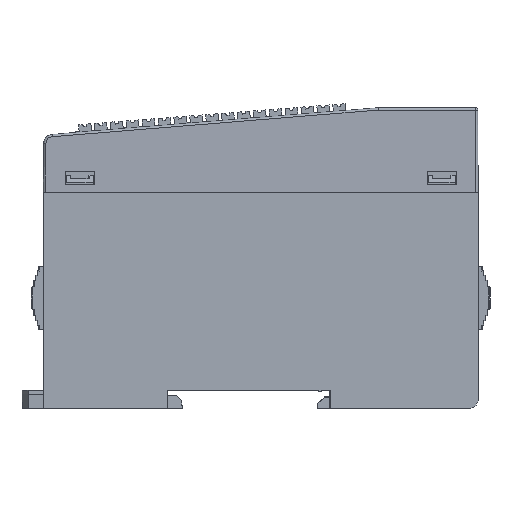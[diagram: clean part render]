
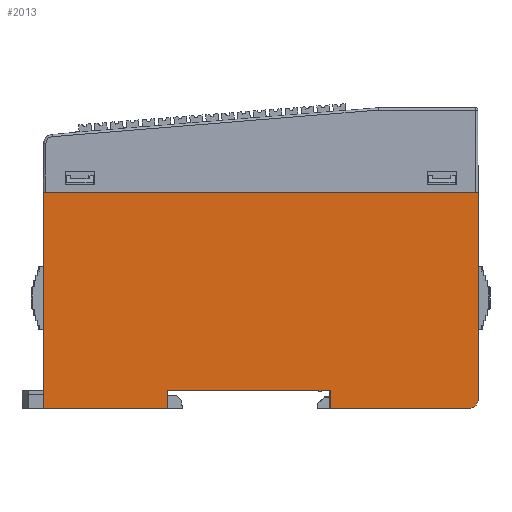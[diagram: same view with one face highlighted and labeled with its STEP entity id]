
A CAD part, left-side view. The second image highlights one B-rep face of the part: STEP entity #2013.
In plain terms, the highlighted planar face has unit normal (-1, 0, 0).
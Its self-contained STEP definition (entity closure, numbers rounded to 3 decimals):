
#1004=CIRCLE('',#31974,0.547);
#1026=CIRCLE('',#32510,2.);
#2013=ADVANCED_FACE('',(#5132),#3625,.T.);
#3625=PLANE('',#32511);
#5132=FACE_OUTER_BOUND('',#6854,.T.);
#6854=EDGE_LOOP('',(#10773,#10774,#10775,#10776,#10777,#10778,#10779,#10780,
#10781,#10782,#10783));
#10773=ORIENTED_EDGE('',*,*,#20211,.F.);
#10774=ORIENTED_EDGE('',*,*,#21894,.T.);
#10775=ORIENTED_EDGE('',*,*,#21895,.T.);
#10776=ORIENTED_EDGE('',*,*,#20346,.F.);
#10777=ORIENTED_EDGE('',*,*,#20371,.F.);
#10778=ORIENTED_EDGE('',*,*,#20621,.F.);
#10779=ORIENTED_EDGE('',*,*,#20203,.F.);
#10780=ORIENTED_EDGE('',*,*,#21677,.F.);
#10781=ORIENTED_EDGE('',*,*,#20649,.T.);
#10782=ORIENTED_EDGE('',*,*,#21896,.T.);
#10783=ORIENTED_EDGE('',*,*,#20615,.F.);
#17193=VERTEX_POINT('',#42040);
#17194=VERTEX_POINT('',#42042);
#17201=VERTEX_POINT('',#42057);
#17202=VERTEX_POINT('',#42059);
#17302=VERTEX_POINT('',#42339);
#17303=VERTEX_POINT('',#42341);
#17325=VERTEX_POINT('',#42388);
#17554=VERTEX_POINT('',#42898);
#17578=VERTEX_POINT('',#42964);
#17579=VERTEX_POINT('',#42966);
#18328=VERTEX_POINT('',#48256);
#20203=EDGE_CURVE('',#17193,#17194,#24751,.T.);
#20211=EDGE_CURVE('',#17201,#17202,#24759,.T.);
#20346=EDGE_CURVE('',#17302,#17303,#24871,.T.);
#20371=EDGE_CURVE('',#17325,#17302,#24893,.T.);
#20615=EDGE_CURVE('',#17202,#17554,#25129,.T.);
#20621=EDGE_CURVE('',#17194,#17325,#25135,.T.);
#20649=EDGE_CURVE('',#17579,#17578,#1004,.T.);
#21677=EDGE_CURVE('',#17579,#17193,#26185,.T.);
#21894=EDGE_CURVE('',#17201,#18328,#1026,.T.);
#21895=EDGE_CURVE('',#18328,#17303,#26307,.T.);
#21896=EDGE_CURVE('',#17578,#17554,#26308,.T.);
#24751=LINE('',#42041,#28344);
#24759=LINE('',#42058,#28352);
#24871=LINE('',#42340,#28464);
#24893=LINE('',#42389,#28486);
#25129=LINE('',#42897,#28722);
#25135=LINE('',#42908,#28728);
#26185=LINE('',#45030,#29778);
#26307=LINE('',#48257,#29900);
#26308=LINE('',#48258,#29901);
#28344=VECTOR('',#34106,1.);
#28352=VECTOR('',#34116,1.);
#28464=VECTOR('',#34366,1.);
#28486=VECTOR('',#34396,1.);
#28722=VECTOR('',#34672,1.);
#28728=VECTOR('',#34680,1.);
#29778=VECTOR('',#36594,1.);
#29900=VECTOR('',#36952,1.);
#29901=VECTOR('',#36953,1.);
#31974=AXIS2_PLACEMENT_3D('',#42965,#34729,#34730);
#32510=AXIS2_PLACEMENT_3D('',#48255,#36950,#36951);
#32511=AXIS2_PLACEMENT_3D('',#48259,#36954,#36955);
#34106=DIRECTION('',(0.,0.017,-1.));
#34116=DIRECTION('',(0.,1.,0.));
#34366=DIRECTION('',(0.,-1.,0.));
#34396=DIRECTION('',(0.,0.,1.));
#34672=DIRECTION('',(0.,0.,1.));
#34680=DIRECTION('',(0.,1.,0.));
#34729=DIRECTION('',(-1.,0.,0.));
#34730=DIRECTION('',(0.,0.,-1.));
#36594=DIRECTION('',(0.,1.,0.));
#36950=DIRECTION('',(-1.,0.,0.));
#36951=DIRECTION('',(0.,0.,1.));
#36952=DIRECTION('',(0.,0.,1.));
#36953=DIRECTION('',(0.,-1.,0.));
#36954=DIRECTION('',(-1.,0.,0.));
#36955=DIRECTION('',(0.,-1.,0.));
#42040=CARTESIAN_POINT('',(-344.902,96.312,-32.797));
#42041=CARTESIAN_POINT('',(-344.902,96.312,-32.797));
#42042=CARTESIAN_POINT('',(-344.902,96.381,-36.801));
#42057=CARTESIAN_POINT('',(-344.902,29.994,-36.801));
#42058=CARTESIAN_POINT('',(-344.902,48.389,-36.801));
#42059=CARTESIAN_POINT('',(-344.902,60.553,-36.801));
#42339=CARTESIAN_POINT('',(-344.902,123.589,10.693));
#42340=CARTESIAN_POINT('',(-344.902,78.544,10.693));
#42341=CARTESIAN_POINT('',(-344.902,27.994,10.693));
#42388=CARTESIAN_POINT('',(-344.902,123.589,-36.801));
#42389=CARTESIAN_POINT('',(-344.902,123.589,-42.437));
#42897=CARTESIAN_POINT('',(-344.902,60.553,-39.127));
#42898=CARTESIAN_POINT('',(-344.902,60.553,-32.797));
#42908=CARTESIAN_POINT('',(-344.902,109.95,-36.801));
#42964=CARTESIAN_POINT('',(-344.902,62.274,-32.797));
#42965=CARTESIAN_POINT('',(-344.902,62.786,-32.605));
#42966=CARTESIAN_POINT('',(-344.902,63.298,-32.797));
#45030=CARTESIAN_POINT('',(-344.902,78.544,-32.797));
#48255=CARTESIAN_POINT('',(-344.902,29.994,-34.801));
#48256=CARTESIAN_POINT('',(-344.902,27.994,-34.801));
#48257=CARTESIAN_POINT('',(-344.902,27.994,-9.273));
#48258=CARTESIAN_POINT('',(-344.902,78.544,-32.797));
#48259=CARTESIAN_POINT('',(-344.902,78.544,-42.437));
